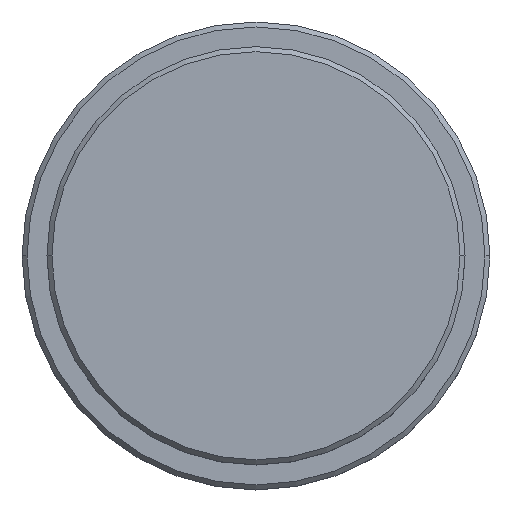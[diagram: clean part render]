
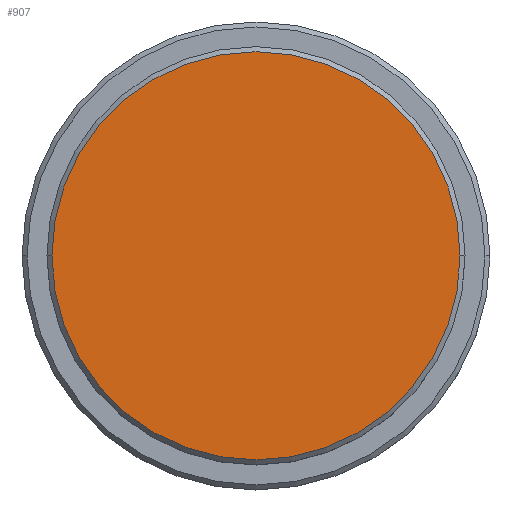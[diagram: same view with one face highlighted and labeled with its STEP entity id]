
A CAD part, top view. The second image highlights one B-rep face of the part: STEP entity #907.
In plain terms, the highlighted planar face has unit normal (0, 0, 1).
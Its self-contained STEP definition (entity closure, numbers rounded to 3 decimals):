
#111 = DIRECTION ( 'NONE',  ( 0., 0., 1. ) ) ;
#117 = CARTESIAN_POINT ( 'NONE',  ( 0., 0., 0. ) ) ;
#134 = DIRECTION ( 'NONE',  ( 1., 0., 0. ) ) ;
#258 = VERTEX_POINT ( 'NONE', #1023 ) ;
#335 = CARTESIAN_POINT ( 'NONE',  ( 0., 0., 0. ) ) ;
#343 = DIRECTION ( 'NONE',  ( 0., 0., 1. ) ) ;
#409 = ORIENTED_EDGE ( 'NONE', *, *, #1055, .T. ) ;
#419 = CIRCLE ( 'NONE', #712, 20.5 ) ;
#441 = FACE_OUTER_BOUND ( 'NONE', #1373, .T. ) ;
#551 = DIRECTION ( 'NONE',  ( 1., 0., 0. ) ) ;
#565 = ORIENTED_EDGE ( 'NONE', *, *, #986, .T. ) ;
#574 = CARTESIAN_POINT ( 'NONE',  ( 20.5, 0., 0. ) ) ;
#691 = CIRCLE ( 'NONE', #806, 20.5 ) ;
#712 = AXIS2_PLACEMENT_3D ( 'NONE', #335, #111, #1190 ) ;
#789 = DIRECTION ( 'NONE',  ( 0., 0., 1. ) ) ;
#806 = AXIS2_PLACEMENT_3D ( 'NONE', #1366, #789, #134 ) ;
#907 = ADVANCED_FACE ( 'NONE', ( #441 ), #1297, .T. ) ;
#986 = EDGE_CURVE ( 'NONE', #258, #1073, #419, .T. ) ;
#1023 = CARTESIAN_POINT ( 'NONE',  ( -20.5, 0., 0. ) ) ;
#1055 = EDGE_CURVE ( 'NONE', #1073, #258, #691, .T. ) ;
#1073 = VERTEX_POINT ( 'NONE', #574 ) ;
#1148 = AXIS2_PLACEMENT_3D ( 'NONE', #117, #343, #551 ) ;
#1190 = DIRECTION ( 'NONE',  ( 1., 0., 0. ) ) ;
#1297 = PLANE ( 'NONE',  #1148 ) ;
#1366 = CARTESIAN_POINT ( 'NONE',  ( 0., 0., 0. ) ) ;
#1373 = EDGE_LOOP ( 'NONE', ( #565, #409 ) ) ;
